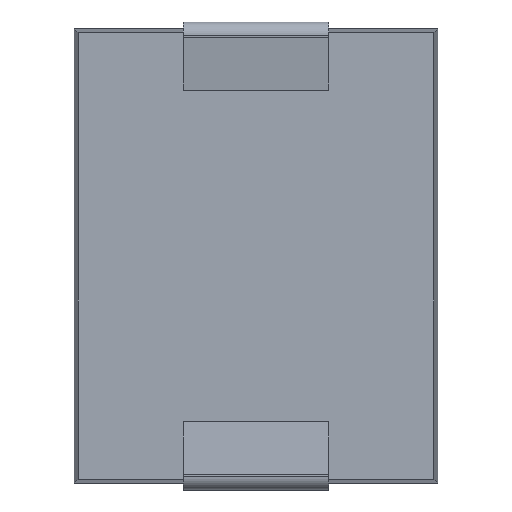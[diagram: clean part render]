
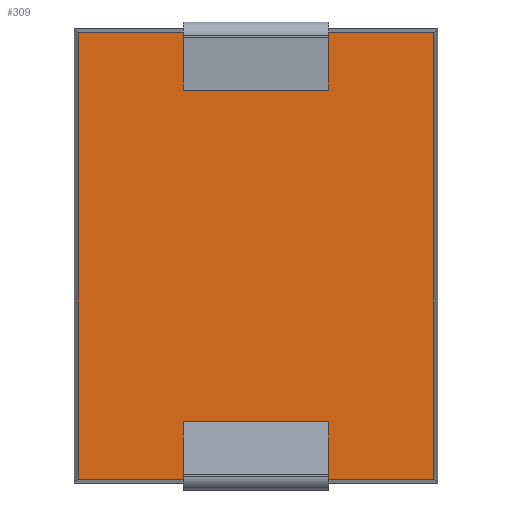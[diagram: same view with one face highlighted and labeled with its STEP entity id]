
A CAD part, top view. The second image highlights one B-rep face of the part: STEP entity #309.
In plain terms, the highlighted planar face has unit normal (0, 0, 1).
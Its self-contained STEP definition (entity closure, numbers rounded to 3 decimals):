
#3 = VECTOR ( 'NONE', #353, 1000. ) ;
#10 = CARTESIAN_POINT ( 'NONE',  ( 3.916, 5., 1.6 ) ) ;
#13 = CARTESIAN_POINT ( 'NONE',  ( -3.916, -4.916, 1.6 ) ) ;
#22 = EDGE_LOOP ( 'NONE', ( #708, #456, #403, #45 ) ) ;
#45 = ORIENTED_EDGE ( 'NONE', *, *, #481, .T. ) ;
#121 = AXIS2_PLACEMENT_3D ( 'NONE', #388, #736, #752 ) ;
#144 = FACE_OUTER_BOUND ( 'NONE', #22, .T. ) ;
#237 = CARTESIAN_POINT ( 'NONE',  ( -3.916, 5., 1.6 ) ) ;
#253 = DIRECTION ( 'NONE',  ( 1., 0., 0. ) ) ;
#258 = EDGE_CURVE ( 'NONE', #638, #480, #378, .T. ) ;
#309 = ADVANCED_FACE ( 'NONE', ( #144 ), #743, .T. ) ;
#323 = LINE ( 'NONE', #237, #352 ) ;
#343 = DIRECTION ( 'NONE',  ( 0., -1., 0. ) ) ;
#352 = VECTOR ( 'NONE', #343, 1000. ) ;
#353 = DIRECTION ( 'NONE',  ( -1., 0., 0. ) ) ;
#378 = LINE ( 'NONE', #10, #469 ) ;
#388 = CARTESIAN_POINT ( 'NONE',  ( 0., 0., 1.6 ) ) ;
#403 = ORIENTED_EDGE ( 'NONE', *, *, #258, .T. ) ;
#440 = LINE ( 'NONE', #1033, #3 ) ;
#446 = DIRECTION ( 'NONE',  ( 0., 1., 0. ) ) ;
#450 = EDGE_CURVE ( 'NONE', #807, #629, #323, .T. ) ;
#456 = ORIENTED_EDGE ( 'NONE', *, *, #935, .T. ) ;
#469 = VECTOR ( 'NONE', #446, 1000. ) ;
#480 = VERTEX_POINT ( 'NONE', #500 ) ;
#481 = EDGE_CURVE ( 'NONE', #480, #807, #440, .T. ) ;
#500 = CARTESIAN_POINT ( 'NONE',  ( 3.916, 4.916, 1.6 ) ) ;
#595 = CARTESIAN_POINT ( 'NONE',  ( -3.916, 4.916, 1.6 ) ) ;
#629 = VERTEX_POINT ( 'NONE', #13 ) ;
#638 = VERTEX_POINT ( 'NONE', #873 ) ;
#708 = ORIENTED_EDGE ( 'NONE', *, *, #450, .T. ) ;
#722 = VECTOR ( 'NONE', #253, 1000. ) ;
#736 = DIRECTION ( 'NONE',  ( 0., 0., 1. ) ) ;
#743 = PLANE ( 'NONE',  #121 ) ;
#752 = DIRECTION ( 'NONE',  ( 1., 0., 0. ) ) ;
#807 = VERTEX_POINT ( 'NONE', #595 ) ;
#873 = CARTESIAN_POINT ( 'NONE',  ( 3.916, -4.916, 1.6 ) ) ;
#935 = EDGE_CURVE ( 'NONE', #629, #638, #969, .T. ) ;
#955 = CARTESIAN_POINT ( 'NONE',  ( -4., -4.916, 1.6 ) ) ;
#969 = LINE ( 'NONE', #955, #722 ) ;
#1033 = CARTESIAN_POINT ( 'NONE',  ( -4., 4.916, 1.6 ) ) ;
